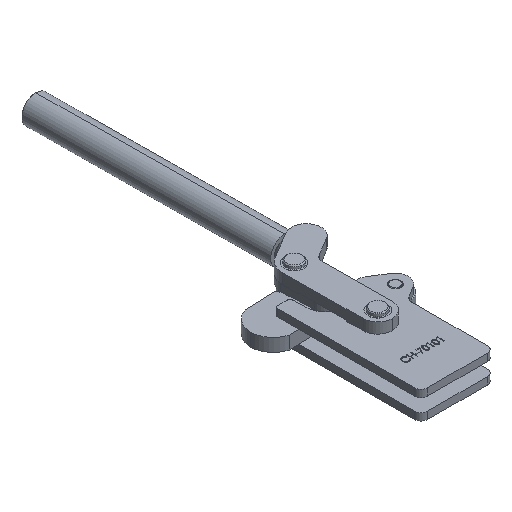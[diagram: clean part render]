
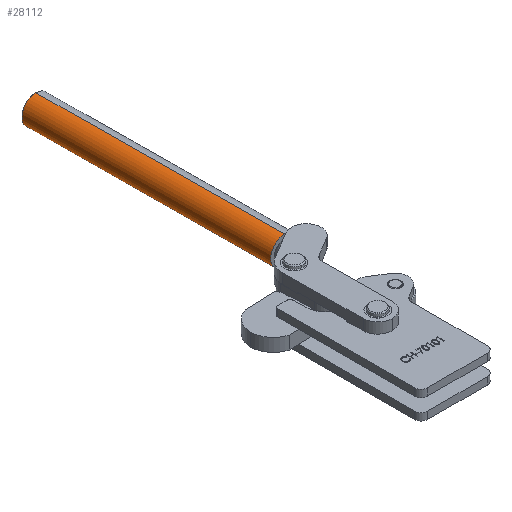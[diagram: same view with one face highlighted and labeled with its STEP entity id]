
A CAD part, isometric view. The second image highlights one B-rep face of the part: STEP entity #28112.
In plain terms, the highlighted cylindrical face has radius 8.65 mm (diameter 17.3 mm), a partial arc.
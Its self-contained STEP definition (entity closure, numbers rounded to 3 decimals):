
#5141 = ORIENTED_EDGE ( 'NONE', *, *, #50959, .T. ) ;
#12232 = ORIENTED_EDGE ( 'NONE', *, *, #50228, .T. ) ;
#13648 = AXIS2_PLACEMENT_3D ( 'NONE', #28520, #67715, #34133 ) ;
#14693 = ORIENTED_EDGE ( 'NONE', *, *, #64162, .F. ) ;
#15391 = EDGE_LOOP ( 'NONE', ( #39012, #5141, #12232, #14693 ) ) ;
#16842 = VECTOR ( 'NONE', #59933, 1000. ) ;
#18285 = CARTESIAN_POINT ( 'NONE',  ( 227.9, -18.945, 15.1 ) ) ;
#25796 = CARTESIAN_POINT ( 'NONE',  ( 75.5, -18.945, 15.1 ) ) ;
#28112 = ADVANCED_FACE ( 'NONE', ( #42586 ), #40779, .T. ) ;
#28520 = CARTESIAN_POINT ( 'NONE',  ( 227.4, -18.945, 15.1 ) ) ;
#29348 = DIRECTION ( 'NONE',  ( -1., 0., 0. ) ) ;
#31464 = DIRECTION ( 'NONE',  ( 0., 0., -1. ) ) ;
#34133 = DIRECTION ( 'NONE',  ( 0., 0., -1. ) ) ;
#39012 = ORIENTED_EDGE ( 'NONE', *, *, #68306, .T. ) ;
#40779 = CYLINDRICAL_SURFACE ( 'NONE', #60186, 8.65 ) ;
#41456 = VERTEX_POINT ( 'NONE', #61678 ) ;
#42586 = FACE_OUTER_BOUND ( 'NONE', #15391, .T. ) ;
#44508 = CIRCLE ( 'NONE', #13648, 8.65 ) ;
#45782 = DIRECTION ( 'NONE',  ( -1., 0., 0. ) ) ;
#48013 = CARTESIAN_POINT ( 'NONE',  ( 227.4, -18.945, 23.75 ) ) ;
#50228 = EDGE_CURVE ( 'NONE', #58743, #41456, #63222, .T. ) ;
#50959 = EDGE_CURVE ( 'NONE', #56372, #58743, #59671, .T. ) ;
#51136 = VERTEX_POINT ( 'NONE', #48013 ) ;
#51922 = DIRECTION ( 'NONE',  ( 0., 0., 1. ) ) ;
#54314 = CARTESIAN_POINT ( 'NONE',  ( 227.9, -18.945, 23.75 ) ) ;
#56372 = VERTEX_POINT ( 'NONE', #66572 ) ;
#57898 = VECTOR ( 'NONE', #45782, 1000. ) ;
#58743 = VERTEX_POINT ( 'NONE', #61759 ) ;
#59637 = AXIS2_PLACEMENT_3D ( 'NONE', #25796, #65027, #31464 ) ;
#59671 = LINE ( 'NONE', #62672, #57898 ) ;
#59933 = DIRECTION ( 'NONE',  ( -1., 0., 0. ) ) ;
#60186 = AXIS2_PLACEMENT_3D ( 'NONE', #18285, #29348, #51922 ) ;
#61623 = LINE ( 'NONE', #54314, #16842 ) ;
#61678 = CARTESIAN_POINT ( 'NONE',  ( 75.5, -18.945, 23.75 ) ) ;
#61759 = CARTESIAN_POINT ( 'NONE',  ( 75.5, -18.945, 6.45 ) ) ;
#62672 = CARTESIAN_POINT ( 'NONE',  ( 227.9, -18.945, 6.45 ) ) ;
#63222 = CIRCLE ( 'NONE', #59637, 8.65 ) ;
#64162 = EDGE_CURVE ( 'NONE', #51136, #41456, #61623, .T. ) ;
#65027 = DIRECTION ( 'NONE',  ( 1., 0., 0. ) ) ;
#66572 = CARTESIAN_POINT ( 'NONE',  ( 227.4, -18.945, 6.45 ) ) ;
#67715 = DIRECTION ( 'NONE',  ( -1., 0., 0. ) ) ;
#68306 = EDGE_CURVE ( 'NONE', #51136, #56372, #44508, .T. ) ;
